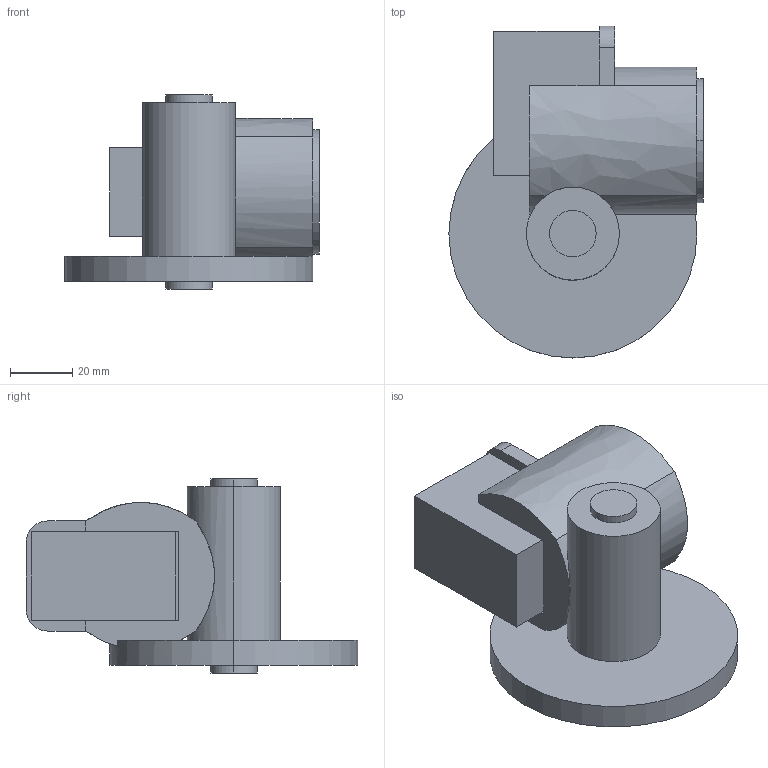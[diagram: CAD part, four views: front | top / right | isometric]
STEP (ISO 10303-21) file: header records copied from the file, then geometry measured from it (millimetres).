
FILE_DESCRIPTION (( 'STEP AP214' ), '1' );
FILE_NAME ('4-Elbow_NiryoOne_V2.0.STEP', '2018-09-08T15:19:17', ( '' ), ( '' ), 'SwSTEP 2.0', 'SolidWorks 2015', '' );
FILE_SCHEMA (( 'AUTOMOTIVE_DESIGN' ));
Length unit declared in the file: millimetre
Products named in the file (1): 4-Elbow_NiryoOne_V2.0
Bounding box: 82 x 107 x 62.6 mm (x, y, z)
Surface area: 33947.5 mm2 (no closed solid volume)
Topology: 0 solids, 2 shells, 40 faces, 98 edges, 64 vertices
Faces by surface type: plane 23, cylinder 12, bspline 5
Entity records: 1790 total; most frequent: CARTESIAN_POINT 399, ORIENTED_EDGE 192, DIRECTION 181, EDGE_CURVE 98, VERTEX_POINT 64, AXIS2_PLACEMENT_3D 61, VECTOR 59, LINE 59
